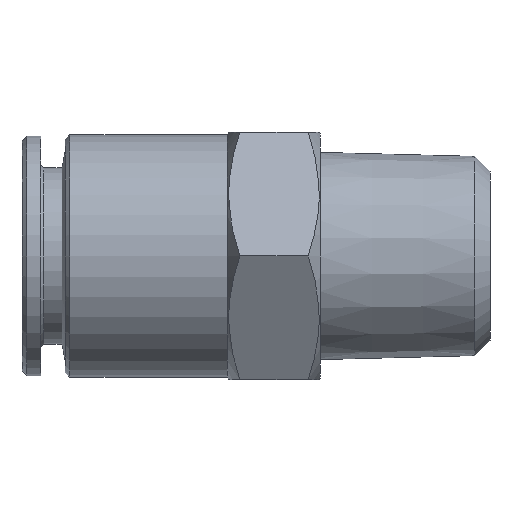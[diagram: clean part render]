
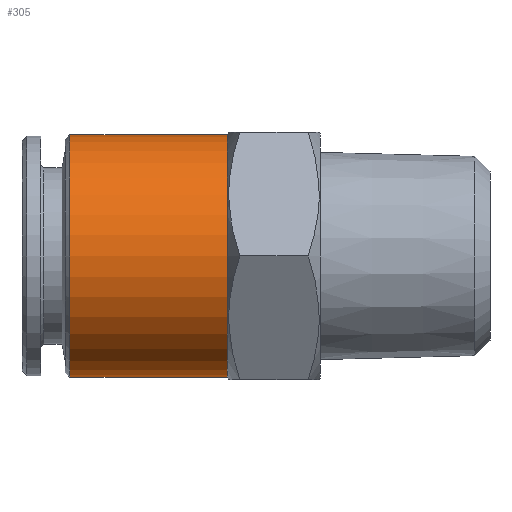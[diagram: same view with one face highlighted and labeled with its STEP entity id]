
A CAD part, left-side view. The second image highlights one B-rep face of the part: STEP entity #305.
In plain terms, the highlighted cylindrical face has radius 7.85 mm (diameter 15.7 mm), a partial arc.
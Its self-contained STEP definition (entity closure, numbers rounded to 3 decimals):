
#305 = ADVANCED_FACE ( 'NONE', ( #978 ), #977, .T. ) ;
#319 = EDGE_CURVE ( 'NONE', #395, #394, #955, .T. ) ;
#339 = ORIENTED_EDGE ( 'NONE', *, *, #397, .F. ) ;
#361 = ORIENTED_EDGE ( 'NONE', *, *, #400, .T. ) ;
#362 = ORIENTED_EDGE ( 'NONE', *, *, #363, .F. ) ;
#363 = EDGE_CURVE ( 'NONE', #407, #404, #1099, .T. ) ;
#365 = EDGE_LOOP ( 'NONE', ( #339, #383, #361, #362 ) ) ;
#383 = ORIENTED_EDGE ( 'NONE', *, *, #319, .T. ) ;
#394 = VERTEX_POINT ( 'NONE', #1192 ) ;
#395 = VERTEX_POINT ( 'NONE', #1191 ) ;
#397 = EDGE_CURVE ( 'NONE', #395, #407, #1190, .T. ) ;
#400 = EDGE_CURVE ( 'NONE', #394, #404, #1186, .T. ) ;
#404 = VERTEX_POINT ( 'NONE', #1180 ) ;
#407 = VERTEX_POINT ( 'NONE', #1173 ) ;
#955 = CIRCLE ( 'NONE', #1041, 7.85 ) ;
#972 = DIRECTION ( 'NONE',  ( 0., 0., -1. ) ) ;
#973 = DIRECTION ( 'NONE',  ( 0., -1., 0. ) ) ;
#974 = CARTESIAN_POINT ( 'NONE',  ( 0., 0., 0. ) ) ;
#975 = AXIS2_PLACEMENT_3D ( 'NONE', #974, #973, #972 ) ;
#977 = CYLINDRICAL_SURFACE ( 'NONE', #975, 7.85 ) ;
#978 = FACE_OUTER_BOUND ( 'NONE', #365, .T. ) ;
#1030 = DIRECTION ( 'NONE',  ( 0., 0., -1. ) ) ;
#1031 = DIRECTION ( 'NONE',  ( 0., -1., 0. ) ) ;
#1032 = CARTESIAN_POINT ( 'NONE',  ( 0., 27.2, 0. ) ) ;
#1041 = AXIS2_PLACEMENT_3D ( 'NONE', #1032, #1031, #1030 ) ;
#1083 = DIRECTION ( 'NONE',  ( 0., 0., -1. ) ) ;
#1084 = DIRECTION ( 'NONE',  ( 0., -1., 0. ) ) ;
#1097 = CARTESIAN_POINT ( 'NONE',  ( 0., 17., 0. ) ) ;
#1098 = AXIS2_PLACEMENT_3D ( 'NONE', #1097, #1084, #1083 ) ;
#1099 = CIRCLE ( 'NONE', #1098, 7.85 ) ;
#1173 = CARTESIAN_POINT ( 'NONE',  ( 0., 17., 7.85 ) ) ;
#1180 = CARTESIAN_POINT ( 'NONE',  ( 0., 17., -7.85 ) ) ;
#1183 = DIRECTION ( 'NONE',  ( 0., -1., 0. ) ) ;
#1184 = VECTOR ( 'NONE', #1183, 1000. ) ;
#1185 = CARTESIAN_POINT ( 'NONE',  ( 0., 0., -7.85 ) ) ;
#1186 = LINE ( 'NONE', #1185, #1184 ) ;
#1187 = DIRECTION ( 'NONE',  ( 0., -1., 0. ) ) ;
#1188 = VECTOR ( 'NONE', #1187, 1000. ) ;
#1189 = CARTESIAN_POINT ( 'NONE',  ( 0., 0., 7.85 ) ) ;
#1190 = LINE ( 'NONE', #1189, #1188 ) ;
#1191 = CARTESIAN_POINT ( 'NONE',  ( 0., 27.2, 7.85 ) ) ;
#1192 = CARTESIAN_POINT ( 'NONE',  ( 0., 27.2, -7.85 ) ) ;
